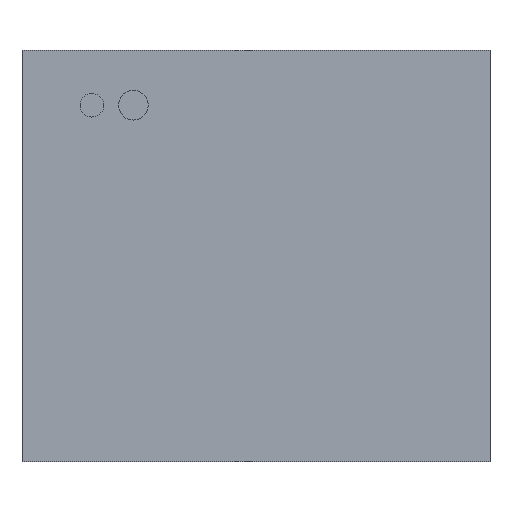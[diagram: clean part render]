
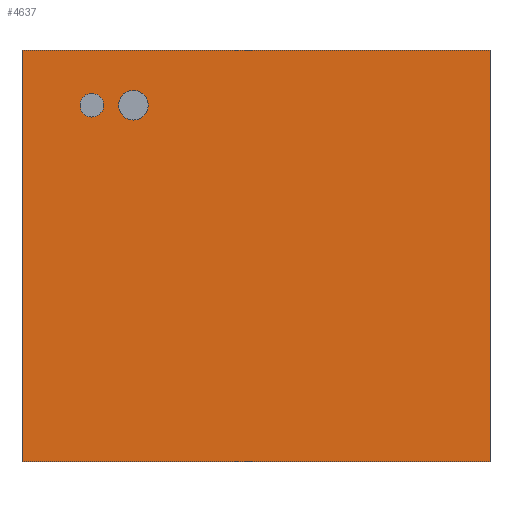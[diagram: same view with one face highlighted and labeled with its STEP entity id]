
A CAD part, front view. The second image highlights one B-rep face of the part: STEP entity #4637.
In plain terms, the highlighted planar face has unit normal (0, -1, 0).
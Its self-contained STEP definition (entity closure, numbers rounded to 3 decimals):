
#43=FACE_BOUND('',#443,.T.);
#44=FACE_BOUND('',#444,.T.);
#55=CIRCLE('',#4960,20.);
#57=CIRCLE('',#4964,25.);
#157=FACE_OUTER_BOUND('',#442,.T.);
#442=EDGE_LOOP('',(#3121,#3122,#3123,#3124));
#443=EDGE_LOOP('',(#3125));
#444=EDGE_LOOP('',(#3126));
#748=LINE('',#6611,#1366);
#750=LINE('',#6615,#1368);
#752=LINE('',#6619,#1370);
#754=LINE('',#6622,#1372);
#1366=VECTOR('',#5347,10.);
#1368=VECTOR('',#5351,10.);
#1370=VECTOR('',#5355,10.);
#1372=VECTOR('',#5359,10.);
#1962=VERTEX_POINT('',#6562);
#1964=VERTEX_POINT('',#6569);
#1977=VERTEX_POINT('',#6608);
#1978=VERTEX_POINT('',#6610);
#1979=VERTEX_POINT('',#6614);
#1980=VERTEX_POINT('',#6618);
#2403=EDGE_CURVE('',#1962,#1962,#55,.T.);
#2406=EDGE_CURVE('',#1964,#1964,#57,.T.);
#2424=EDGE_CURVE('',#1978,#1977,#748,.T.);
#2426=EDGE_CURVE('',#1979,#1978,#750,.T.);
#2428=EDGE_CURVE('',#1980,#1979,#752,.T.);
#2430=EDGE_CURVE('',#1977,#1980,#754,.T.);
#3121=ORIENTED_EDGE('',*,*,#2430,.T.);
#3122=ORIENTED_EDGE('',*,*,#2428,.T.);
#3123=ORIENTED_EDGE('',*,*,#2426,.T.);
#3124=ORIENTED_EDGE('',*,*,#2424,.T.);
#3125=ORIENTED_EDGE('',*,*,#2403,.T.);
#3126=ORIENTED_EDGE('',*,*,#2406,.T.);
#4369=PLANE('',#4976);
#4637=ADVANCED_FACE('',(#157,#43,#44),#4369,.T.);
#4960=AXIS2_PLACEMENT_3D('',#6564,#5303,#5304);
#4964=AXIS2_PLACEMENT_3D('',#6571,#5312,#5313);
#4976=AXIS2_PLACEMENT_3D('',#6623,#5360,#5361);
#5303=DIRECTION('center_axis',(0.,1.,0.));
#5304=DIRECTION('ref_axis',(1.,0.,0.));
#5312=DIRECTION('center_axis',(0.,1.,0.));
#5313=DIRECTION('ref_axis',(1.,0.,0.));
#5347=DIRECTION('',(-1.,0.,0.));
#5351=DIRECTION('',(0.,0.,1.));
#5355=DIRECTION('',(1.,0.,0.));
#5359=DIRECTION('',(0.,0.,-1.));
#5360=DIRECTION('center_axis',(0.,-1.,0.));
#5361=DIRECTION('ref_axis',(0.,0.,-1.));
#6562=CARTESIAN_POINT('',(-297.,-370.,254.5));
#6564=CARTESIAN_POINT('Origin',(-277.,-370.,254.5));
#6569=CARTESIAN_POINT('',(-232.,-370.,254.5));
#6571=CARTESIAN_POINT('Origin',(-207.,-370.,254.5));
#6608=CARTESIAN_POINT('',(-395.,-370.,347.5));
#6610=CARTESIAN_POINT('',(395.,-370.,347.5));
#6611=CARTESIAN_POINT('',(-395.,-370.,347.5));
#6614=CARTESIAN_POINT('',(395.,-370.,-347.5));
#6615=CARTESIAN_POINT('',(395.,-370.,347.5));
#6618=CARTESIAN_POINT('',(-395.,-370.,-347.5));
#6619=CARTESIAN_POINT('',(395.,-370.,-347.5));
#6622=CARTESIAN_POINT('',(-395.,-370.,-347.5));
#6623=CARTESIAN_POINT('Origin',(0.,-370.,0.));
